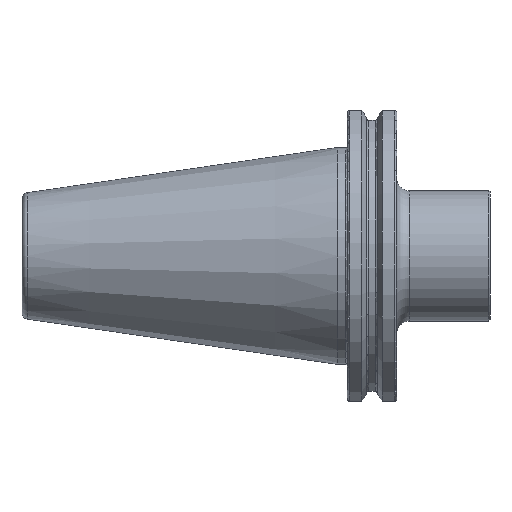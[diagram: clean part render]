
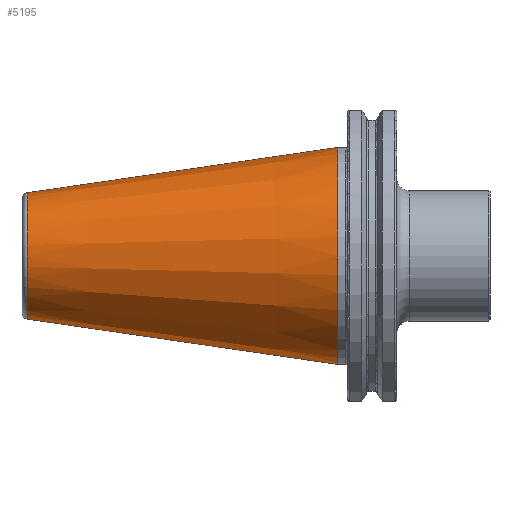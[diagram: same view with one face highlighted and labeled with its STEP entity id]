
A CAD part, front view. The second image highlights one B-rep face of the part: STEP entity #5195.
In plain terms, the highlighted conical face has half-angle 8.297 degrees and reference radius 34.925 mm.
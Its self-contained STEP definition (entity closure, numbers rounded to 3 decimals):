
#220 = DIRECTION ( 'NONE',  ( 0., 0., 1. ) ) ;
#255 = DIRECTION ( 'NONE',  ( -1., 0., 0. ) ) ;
#276 = CARTESIAN_POINT ( 'NONE',  ( 0., 0., 0. ) ) ;
#277 = DIRECTION ( 'NONE',  ( 0.99, 0., 0.144 ) ) ;
#428 = EDGE_CURVE ( 'NONE', #4035, #2515, #763, .T. ) ;
#576 = DIRECTION ( 'NONE',  ( 0., 0., -1. ) ) ;
#582 = AXIS2_PLACEMENT_3D ( 'NONE', #276, #255, #220 ) ;
#680 = CARTESIAN_POINT ( 'NONE',  ( -99.889, 0., 20.358 ) ) ;
#763 = CIRCLE ( 'NONE', #582, 34.925 ) ;
#768 = CARTESIAN_POINT ( 'NONE',  ( 0., 0., 34.925 ) ) ;
#1061 = CARTESIAN_POINT ( 'NONE',  ( -99.889, 0., 0. ) ) ;
#1249 = FACE_OUTER_BOUND ( 'NONE', #3841, .T. ) ;
#1523 = DIRECTION ( 'NONE',  ( 0., 0., 1. ) ) ;
#2515 = VERTEX_POINT ( 'NONE', #768 ) ;
#2527 = LINE ( 'NONE', #2971, #4667 ) ;
#2971 = CARTESIAN_POINT ( 'NONE',  ( 0., 0., 34.925 ) ) ;
#3027 = AXIS2_PLACEMENT_3D ( 'NONE', #1061, #4228, #1523 ) ;
#3071 = EDGE_CURVE ( 'NONE', #3399, #2515, #2527, .T. ) ;
#3074 = CARTESIAN_POINT ( 'NONE',  ( 0., 0., -34.925 ) ) ;
#3367 = LINE ( 'NONE', #4582, #4457 ) ;
#3399 = VERTEX_POINT ( 'NONE', #680 ) ;
#3522 = ORIENTED_EDGE ( 'NONE', *, *, #3071, .F. ) ;
#3592 = ORIENTED_EDGE ( 'NONE', *, *, #428, .T. ) ;
#3635 = AXIS2_PLACEMENT_3D ( 'NONE', #3744, #4213, #576 ) ;
#3645 = CIRCLE ( 'NONE', #3027, 20.358 ) ;
#3743 = ORIENTED_EDGE ( 'NONE', *, *, #4198, .T. ) ;
#3744 = CARTESIAN_POINT ( 'NONE',  ( 0., 0., 0. ) ) ;
#3841 = EDGE_LOOP ( 'NONE', ( #3522, #4031, #3743, #3592 ) ) ;
#4031 = ORIENTED_EDGE ( 'NONE', *, *, #5204, .F. ) ;
#4035 = VERTEX_POINT ( 'NONE', #3074 ) ;
#4198 = EDGE_CURVE ( 'NONE', #4500, #4035, #3367, .T. ) ;
#4213 = DIRECTION ( 'NONE',  ( 1., 0., 0. ) ) ;
#4228 = DIRECTION ( 'NONE',  ( -1., 0., 0. ) ) ;
#4457 = VECTOR ( 'NONE', #5022, 1000. ) ;
#4500 = VERTEX_POINT ( 'NONE', #4776 ) ;
#4582 = CARTESIAN_POINT ( 'NONE',  ( 0., 0., -34.925 ) ) ;
#4667 = VECTOR ( 'NONE', #277, 1000. ) ;
#4776 = CARTESIAN_POINT ( 'NONE',  ( -99.889, 0., -20.358 ) ) ;
#5022 = DIRECTION ( 'NONE',  ( 0.99, 0., -0.144 ) ) ;
#5195 = ADVANCED_FACE ( 'NONE', ( #1249 ), #5732, .T. ) ;
#5204 = EDGE_CURVE ( 'NONE', #4500, #3399, #3645, .T. ) ;
#5732 = CONICAL_SURFACE ( 'NONE', #3635, 34.925, 0.145 ) ;
